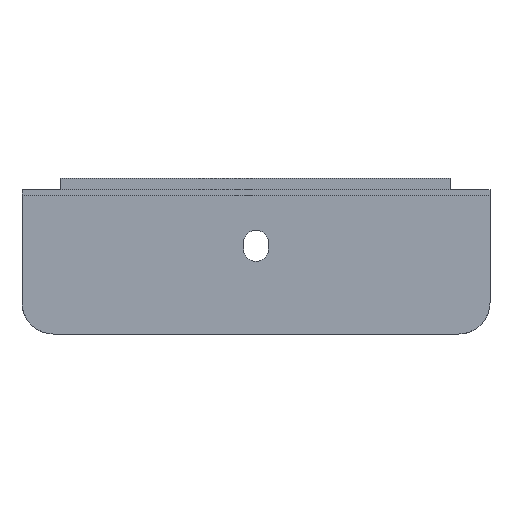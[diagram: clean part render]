
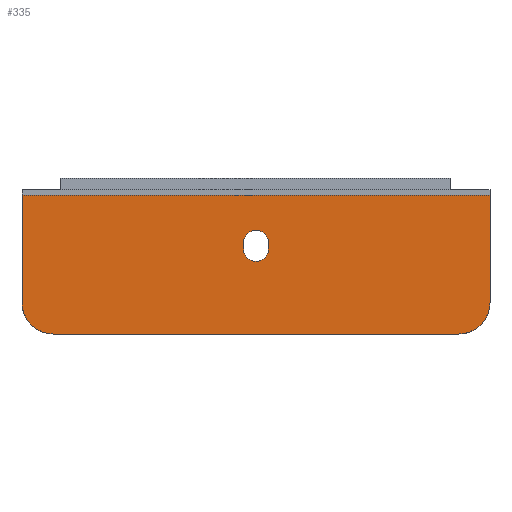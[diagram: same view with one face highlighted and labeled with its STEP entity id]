
A CAD part, front view. The second image highlights one B-rep face of the part: STEP entity #335.
In plain terms, the highlighted planar face has unit normal (0, -1, 0).
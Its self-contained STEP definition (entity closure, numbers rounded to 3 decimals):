
#44 = EDGE_CURVE ( 'NONE', #527, #532, #451, .T. ) ;
#53 = ORIENTED_EDGE ( 'NONE', *, *, #346, .F. ) ;
#56 = ORIENTED_EDGE ( 'NONE', *, *, #331, .F. ) ;
#74 = ORIENTED_EDGE ( 'NONE', *, *, #355, .F. ) ;
#75 = ORIENTED_EDGE ( 'NONE', *, *, #321, .F. ) ;
#97 = ORIENTED_EDGE ( 'NONE', *, *, #342, .F. ) ;
#100 = ORIENTED_EDGE ( 'NONE', *, *, #330, .T. ) ;
#140 = CARTESIAN_POINT ( 'NONE',  ( 0., 0., 0.4 ) ) ;
#148 = CARTESIAN_POINT ( 'NONE',  ( -30., 0., 6.5 ) ) ;
#150 = DIRECTION ( 'NONE',  ( -1., 0., 0. ) ) ;
#155 = CARTESIAN_POINT ( 'NONE',  ( -1.6, 0., -0.4 ) ) ;
#156 = CARTESIAN_POINT ( 'NONE',  ( -26., 0., -11.3 ) ) ;
#158 = DIRECTION ( 'NONE',  ( -1., 0., 0. ) ) ;
#170 = CARTESIAN_POINT ( 'NONE',  ( 30., 0., 6.5 ) ) ;
#174 = DIRECTION ( 'NONE',  ( 0., 0., 1. ) ) ;
#175 = CARTESIAN_POINT ( 'NONE',  ( 30., 0., 6.5 ) ) ;
#176 = CARTESIAN_POINT ( 'NONE',  ( 1.6, 0., 0.4 ) ) ;
#180 = PLANE ( 'NONE',  #983 ) ;
#181 = CARTESIAN_POINT ( 'NONE',  ( -26., 0., -7.3 ) ) ;
#188 = DIRECTION ( 'NONE',  ( 0., 1., 0. ) ) ;
#192 = CARTESIAN_POINT ( 'NONE',  ( -30., 0., -7.3 ) ) ;
#194 = CARTESIAN_POINT ( 'NONE',  ( 30., 0., -7.3 ) ) ;
#195 = DIRECTION ( 'NONE',  ( 0., 1., 0. ) ) ;
#215 = DIRECTION ( 'NONE',  ( 0., 0., 1. ) ) ;
#217 = CARTESIAN_POINT ( 'NONE',  ( -30., 0., -7.3 ) ) ;
#219 = CARTESIAN_POINT ( 'NONE',  ( -26., 0., -7.3 ) ) ;
#223 = CARTESIAN_POINT ( 'NONE',  ( 30., 0., -7.3 ) ) ;
#224 = CARTESIAN_POINT ( 'NONE',  ( 0., 0., -2. ) ) ;
#228 = CARTESIAN_POINT ( 'NONE',  ( 0., 0., -0.4 ) ) ;
#229 = DIRECTION ( 'NONE',  ( 0., 0., -1. ) ) ;
#232 = DIRECTION ( 'NONE',  ( 0., 0., -1. ) ) ;
#233 = DIRECTION ( 'NONE',  ( 0., 1., 0. ) ) ;
#240 = DIRECTION ( 'NONE',  ( 0., 0., 1. ) ) ;
#242 = CARTESIAN_POINT ( 'NONE',  ( -1.6, 0., 0.4 ) ) ;
#251 = CARTESIAN_POINT ( 'NONE',  ( 1.6, 0., -0.4 ) ) ;
#258 = CARTESIAN_POINT ( 'NONE',  ( -26., 0., -11.3 ) ) ;
#259 = CARTESIAN_POINT ( 'NONE',  ( -1.6, 0., -0.4 ) ) ;
#260 = DIRECTION ( 'NONE',  ( 0., 0., -1. ) ) ;
#261 = DIRECTION ( 'NONE',  ( 0., 1., 0. ) ) ;
#265 = CARTESIAN_POINT ( 'NONE',  ( 26., 0., -11.3 ) ) ;
#273 = CARTESIAN_POINT ( 'NONE',  ( 26., 0., -7.3 ) ) ;
#277 = DIRECTION ( 'NONE',  ( 0., 0., -1. ) ) ;
#279 = CARTESIAN_POINT ( 'NONE',  ( 1.6, 0., -0.4 ) ) ;
#280 = DIRECTION ( 'NONE',  ( 0., 1., 0. ) ) ;
#281 = DIRECTION ( 'NONE',  ( 0., 0., 1. ) ) ;
#287 = DIRECTION ( 'NONE',  ( 0., 0., 1. ) ) ;
#320 = EDGE_CURVE ( 'NONE', #532, #529, #471, .T. ) ;
#321 = EDGE_CURVE ( 'NONE', #612, #512, #508, .T. ) ;
#329 = EDGE_CURVE ( 'NONE', #529, #634, #626, .T. ) ;
#330 = EDGE_CURVE ( 'NONE', #612, #594, #611, .T. ) ;
#331 = EDGE_CURVE ( 'NONE', #509, #658, #519, .T. ) ;
#335 = ADVANCED_FACE ( 'NONE', ( #505, #518 ), #180, .F. ) ;
#342 = EDGE_CURVE ( 'NONE', #597, #594, #525, .T. ) ;
#346 = EDGE_CURVE ( 'NONE', #658, #597, #1005, .T. ) ;
#352 = EDGE_CURVE ( 'NONE', #535, #527, #523, .T. ) ;
#353 = EDGE_CURVE ( 'NONE', #634, #535, #970, .T. ) ;
#355 = EDGE_CURVE ( 'NONE', #512, #509, #991, .T. ) ;
#357 = EDGE_LOOP ( 'NONE', ( #75, #100, #97, #53, #56, #74 ) ) ;
#384 = EDGE_LOOP ( 'NONE', ( #500, #537, #620, #591, #545 ) ) ;
#443 = AXIS2_PLACEMENT_3D ( 'NONE', #228, #233, #232 ) ;
#451 = CIRCLE ( 'NONE', #483, 1.6 ) ;
#471 = CIRCLE ( 'NONE', #443, 1.6 ) ;
#483 = AXIS2_PLACEMENT_3D ( 'NONE', #903, #715, #695 ) ;
#500 = ORIENTED_EDGE ( 'NONE', *, *, #44, .T. ) ;
#505 = FACE_OUTER_BOUND ( 'NONE', #357, .T. ) ;
#508 = LINE ( 'NONE', #223, #975 ) ;
#509 = VERTEX_POINT ( 'NONE', #265 ) ;
#512 = VERTEX_POINT ( 'NONE', #194 ) ;
#518 = FACE_BOUND ( 'NONE', #384, .T. ) ;
#519 = LINE ( 'NONE', #156, #986 ) ;
#523 = LINE ( 'NONE', #279, #1000 ) ;
#525 = LINE ( 'NONE', #217, #994 ) ;
#527 = VERTEX_POINT ( 'NONE', #251 ) ;
#529 = VERTEX_POINT ( 'NONE', #259 ) ;
#532 = VERTEX_POINT ( 'NONE', #224 ) ;
#535 = VERTEX_POINT ( 'NONE', #176 ) ;
#537 = ORIENTED_EDGE ( 'NONE', *, *, #320, .T. ) ;
#545 = ORIENTED_EDGE ( 'NONE', *, *, #352, .T. ) ;
#591 = ORIENTED_EDGE ( 'NONE', *, *, #353, .T. ) ;
#594 = VERTEX_POINT ( 'NONE', #148 ) ;
#597 = VERTEX_POINT ( 'NONE', #192 ) ;
#611 = LINE ( 'NONE', #170, #1008 ) ;
#612 = VERTEX_POINT ( 'NONE', #175 ) ;
#620 = ORIENTED_EDGE ( 'NONE', *, *, #329, .T. ) ;
#626 = LINE ( 'NONE', #155, #989 ) ;
#634 = VERTEX_POINT ( 'NONE', #242 ) ;
#658 = VERTEX_POINT ( 'NONE', #258 ) ;
#695 = DIRECTION ( 'NONE',  ( 0., 0., -1. ) ) ;
#715 = DIRECTION ( 'NONE',  ( 0., 1., 0. ) ) ;
#903 = CARTESIAN_POINT ( 'NONE',  ( 0., 0., -0.4 ) ) ;
#970 = CIRCLE ( 'NONE', #980, 1.6 ) ;
#975 = VECTOR ( 'NONE', #229, 1000. ) ;
#980 = AXIS2_PLACEMENT_3D ( 'NONE', #140, #280, #281 ) ;
#981 = AXIS2_PLACEMENT_3D ( 'NONE', #273, #261, #260 ) ;
#983 = AXIS2_PLACEMENT_3D ( 'NONE', #181, #188, #174 ) ;
#986 = VECTOR ( 'NONE', #158, 1000. ) ;
#989 = VECTOR ( 'NONE', #287, 1000. ) ;
#991 = CIRCLE ( 'NONE', #981, 4. ) ;
#994 = VECTOR ( 'NONE', #215, 1000. ) ;
#1000 = VECTOR ( 'NONE', #277, 1000. ) ;
#1005 = CIRCLE ( 'NONE', #1011, 4. ) ;
#1008 = VECTOR ( 'NONE', #150, 1000. ) ;
#1011 = AXIS2_PLACEMENT_3D ( 'NONE', #219, #195, #240 ) ;
